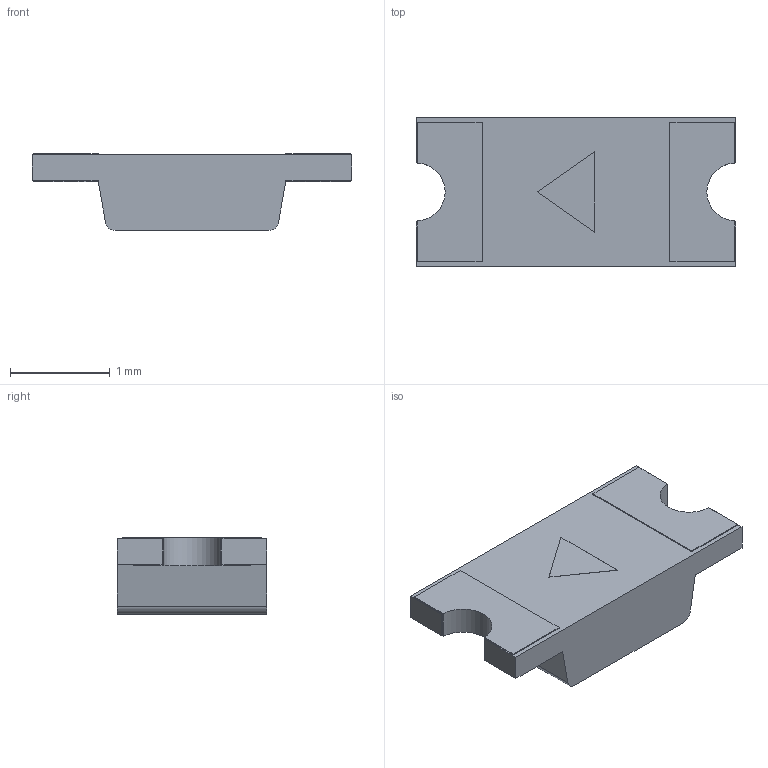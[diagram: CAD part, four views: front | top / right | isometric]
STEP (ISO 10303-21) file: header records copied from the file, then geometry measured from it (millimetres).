
FILE_DESCRIPTION (( 'STEP AP214' ), '1' );
FILE_NAME ('LED1206-RD_RED_LTST-C230CKT.STEP', '2023-12-05T08:45:31', ( '' ), ( '' ), 'SwSTEP 2.0', 'SolidWorks 2020', '' );
FILE_SCHEMA (( 'AUTOMOTIVE_DESIGN' ));
Length unit declared in the file: millimetre
Products named in the file (1): LED1206-RD_RED_LTST-C230CKT
Bounding box: 3.2 x 1.5 x 0.77 mm (x, y, z)
Volume: 2.5 mm3; surface area: 14.8 mm2
Topology: 1 solids, 1 shells, 283 faces, 777 edges, 518 vertices
Faces by surface type: plane 170, bspline 98, cylinder 15
Entity records: 12580 total; most frequent: CARTESIAN_POINT 2885, ORIENTED_EDGE 1554, DIRECTION 979, EDGE_CURVE 777, LINE 547, VECTOR 547, VERTEX_POINT 518, EDGE_LOOP 305
